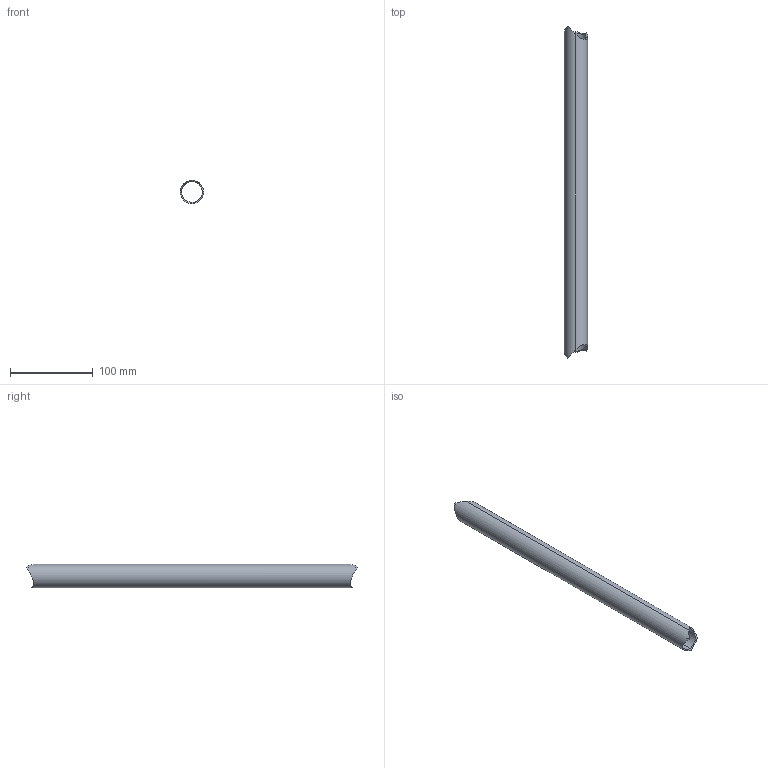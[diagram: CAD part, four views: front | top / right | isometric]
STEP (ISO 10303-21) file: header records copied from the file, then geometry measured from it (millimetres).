
FILE_DESCRIPTION(('CATIA V5 STEP Exchange'),'2;1');
FILE_NAME('Tube 96.stp','2023-02-19T18:26:50+00:00',('none'),('none'),'CATIA Version 5 Release 19 SP 2 (IN-10)','CATIA V5 STEP AP203','none');
FILE_SCHEMA(('CONFIG_CONTROL_DESIGN'));
Length unit declared in the file: millimetre
Products named in the file (1): Shape_591
Bounding box: 27.95 x 400 x 28 mm (x, y, z)
Volume: 47515.6 mm3; surface area: 63774.4 mm2
Topology: 1 solids, 1 shells, 10 faces, 30 edges, 20 vertices
Faces by surface type: cylinder 10
Entity records: 612 total; most frequent: CARTESIAN_POINT 345, ORIENTED_EDGE 60, EDGE_CURVE 30, B_SPLINE_CURVE_WITH_KNOTS 26, DIRECTION 24, VERTEX_POINT 20, AXIS2_PLACEMENT_3D 11, ADVANCED_FACE 10
